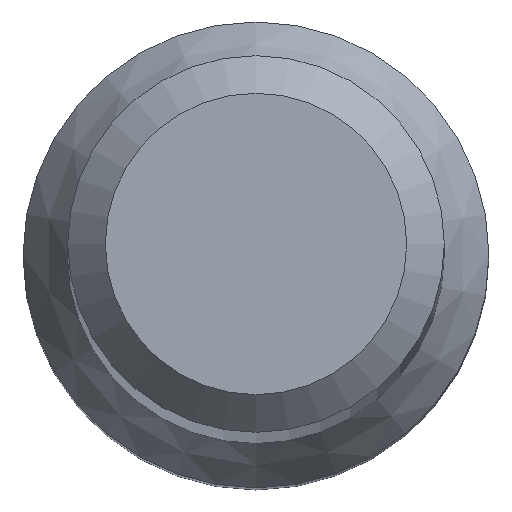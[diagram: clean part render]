
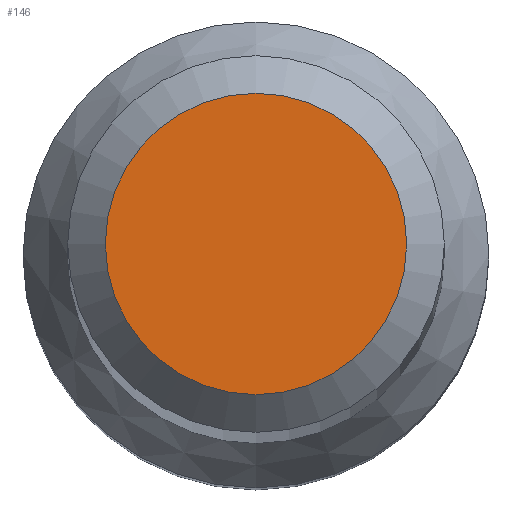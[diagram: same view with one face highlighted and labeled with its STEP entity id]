
A CAD part, top view. The second image highlights one B-rep face of the part: STEP entity #146.
In plain terms, the highlighted planar face has unit normal (0, 0, 1).
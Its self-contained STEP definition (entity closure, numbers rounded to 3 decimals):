
#13 = CIRCLE ( 'NONE', #30, 1.6 ) ;
#14 = DIRECTION ( 'NONE',  ( 0., 0., -1. ) ) ;
#30 = AXIS2_PLACEMENT_3D ( 'NONE', #32, #14, #62 ) ;
#32 = CARTESIAN_POINT ( 'NONE',  ( 0., 0., 80. ) ) ;
#45 = CARTESIAN_POINT ( 'NONE',  ( 0., 1.6, 80. ) ) ;
#53 = EDGE_LOOP ( 'NONE', ( #205 ) ) ;
#62 = DIRECTION ( 'NONE',  ( 0., 1., 0. ) ) ;
#63 = VERTEX_POINT ( 'NONE', #45 ) ;
#81 = AXIS2_PLACEMENT_3D ( 'NONE', #178, #150, #219 ) ;
#146 = ADVANCED_FACE ( 'NONE', ( #180 ), #238, .T. ) ;
#150 = DIRECTION ( 'NONE',  ( 0., 0., 1. ) ) ;
#177 = EDGE_CURVE ( 'NONE', #63, #63, #13, .T. ) ;
#178 = CARTESIAN_POINT ( 'NONE',  ( 0., 0., 80. ) ) ;
#180 = FACE_OUTER_BOUND ( 'NONE', #53, .T. ) ;
#205 = ORIENTED_EDGE ( 'NONE', *, *, #177, .F. ) ;
#219 = DIRECTION ( 'NONE',  ( 0., -1., 0. ) ) ;
#238 = PLANE ( 'NONE',  #81 ) ;
